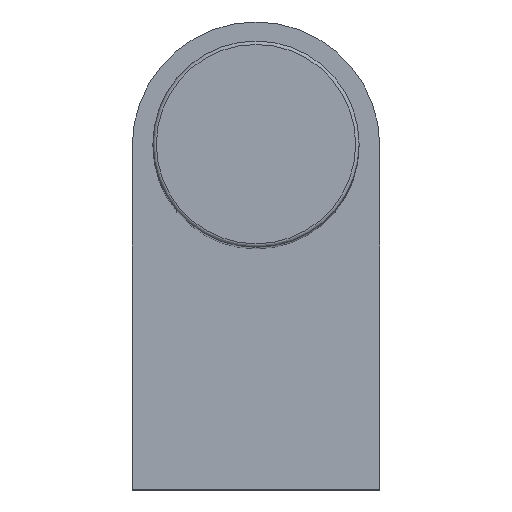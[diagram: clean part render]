
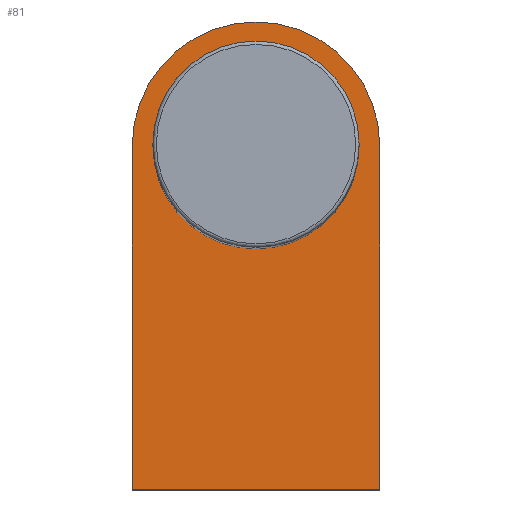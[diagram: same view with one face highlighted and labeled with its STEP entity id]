
A CAD part, top view. The second image highlights one B-rep face of the part: STEP entity #81.
In plain terms, the highlighted planar face has unit normal (0, 0, 1).
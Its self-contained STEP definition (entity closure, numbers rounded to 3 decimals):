
#81 = ADVANCED_FACE( '', ( #170, #171 ), #172, .T. );
#170 = FACE_BOUND( '', #256, .T. );
#171 = FACE_OUTER_BOUND( '', #257, .T. );
#172 = PLANE( '', #258 );
#256 = EDGE_LOOP( '', ( #384 ) );
#257 = EDGE_LOOP( '', ( #385, #386, #387, #388 ) );
#258 = AXIS2_PLACEMENT_3D( '', #389, #390, #391 );
#384 = ORIENTED_EDGE( '', *, *, #412, .F. );
#385 = ORIENTED_EDGE( '', *, *, #446, .T. );
#386 = ORIENTED_EDGE( '', *, *, #438, .T. );
#387 = ORIENTED_EDGE( '', *, *, #428, .T. );
#388 = ORIENTED_EDGE( '', *, *, #443, .T. );
#389 = CARTESIAN_POINT( '', ( 0., 50., 18. ) );
#390 = DIRECTION( '', ( 0., 0., 1. ) );
#391 = DIRECTION( '', ( 1., 0., 0. ) );
#412 = EDGE_CURVE( '', #464, #464, #465, .T. );
#428 = EDGE_CURVE( '', #489, #487, #490, .T. );
#438 = EDGE_CURVE( '', #502, #489, #503, .T. );
#443 = EDGE_CURVE( '', #487, #508, #510, .T. );
#446 = EDGE_CURVE( '', #508, #502, #513, .T. );
#464 = VERTEX_POINT( '', #533 );
#465 = CIRCLE( '', #534, 15. );
#487 = VERTEX_POINT( '', #557 );
#489 = VERTEX_POINT( '', #560 );
#490 = LINE( '', #561, #562 );
#502 = VERTEX_POINT( '', #576 );
#503 = LINE( '', #577, #578 );
#508 = VERTEX_POINT( '', #585 );
#510 = LINE( '', #588, #589 );
#513 = CIRCLE( '', #592, 18. );
#533 = CARTESIAN_POINT( '', ( 15., 50., 18. ) );
#534 = AXIS2_PLACEMENT_3D( '', #613, #614, #615 );
#557 = CARTESIAN_POINT( '', ( 18., 0., 18. ) );
#560 = CARTESIAN_POINT( '', ( -18., 0., 18. ) );
#561 = CARTESIAN_POINT( '', ( -18., 0., 18. ) );
#562 = VECTOR( '', #636, 1000. );
#576 = CARTESIAN_POINT( '', ( -18., 50., 18. ) );
#577 = CARTESIAN_POINT( '', ( -18., 50., 18. ) );
#578 = VECTOR( '', #645, 1000. );
#585 = CARTESIAN_POINT( '', ( 18., 50., 18. ) );
#588 = CARTESIAN_POINT( '', ( 18., 0., 18. ) );
#589 = VECTOR( '', #649, 1000. );
#592 = AXIS2_PLACEMENT_3D( '', #653, #654, #655 );
#613 = CARTESIAN_POINT( '', ( 0., 50., 18. ) );
#614 = DIRECTION( '', ( 0., 0., 1. ) );
#615 = DIRECTION( '', ( 1., 0., 0. ) );
#636 = DIRECTION( '', ( 1., 0., 0. ) );
#645 = DIRECTION( '', ( 0., -1., 0. ) );
#649 = DIRECTION( '', ( 0., 1., 0. ) );
#653 = CARTESIAN_POINT( '', ( 0., 50., 18. ) );
#654 = DIRECTION( '', ( 0., 0., 1. ) );
#655 = DIRECTION( '', ( 1., 0., 0. ) );
